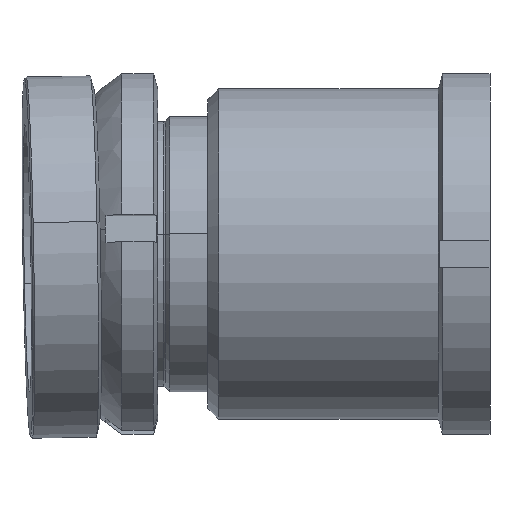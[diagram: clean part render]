
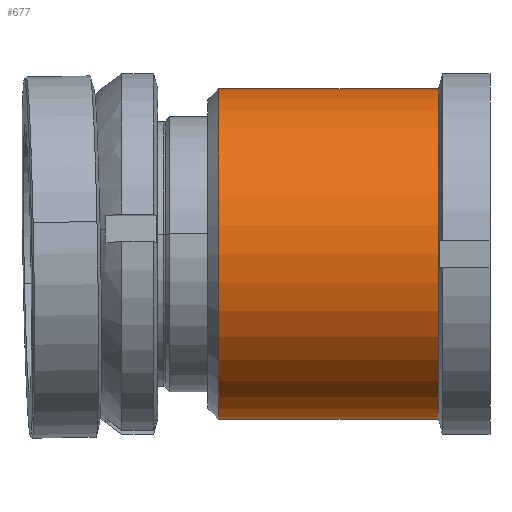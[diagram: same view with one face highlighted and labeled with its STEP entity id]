
A CAD part, left-side view. The second image highlights one B-rep face of the part: STEP entity #677.
In plain terms, the highlighted cylindrical face has radius 48 mm (diameter 96 mm), a partial arc.
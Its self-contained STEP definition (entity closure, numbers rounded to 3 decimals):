
#74 = AXIS2_PLACEMENT_3D ( 'NONE', #1377, #2366, #1132 ) ;
#342 = AXIS2_PLACEMENT_3D ( 'NONE', #3071, #1591, #1627 ) ;
#494 = DIRECTION ( 'NONE',  ( 0., 1., 0. ) ) ;
#627 = ORIENTED_EDGE ( 'NONE', *, *, #2603, .T. ) ;
#649 = VECTOR ( 'NONE', #2453, 1000. ) ;
#677 = ADVANCED_FACE ( 'NONE', ( #900 ), #2955, .T. ) ;
#692 = CARTESIAN_POINT ( 'NONE',  ( 0., 10.447, -48. ) ) ;
#722 = CARTESIAN_POINT ( 'NONE',  ( 0., 10.447, 48. ) ) ;
#767 = CARTESIAN_POINT ( 'NONE',  ( 0., -3.1, 48. ) ) ;
#876 = VERTEX_POINT ( 'NONE', #767 ) ;
#900 = FACE_OUTER_BOUND ( 'NONE', #1223, .T. ) ;
#1059 = VERTEX_POINT ( 'NONE', #1611 ) ;
#1132 = DIRECTION ( 'NONE',  ( 0., 0., 1. ) ) ;
#1215 = EDGE_CURVE ( 'NONE', #1059, #1662, #2179, .T. ) ;
#1223 = EDGE_LOOP ( 'NONE', ( #1468, #627, #2908, #1313 ) ) ;
#1313 = ORIENTED_EDGE ( 'NONE', *, *, #1879, .T. ) ;
#1344 = EDGE_CURVE ( 'NONE', #1625, #876, #2796, .T. ) ;
#1364 = CARTESIAN_POINT ( 'NONE',  ( 0., -67., 48. ) ) ;
#1377 = CARTESIAN_POINT ( 'NONE',  ( 0., 10.447, 0. ) ) ;
#1468 = ORIENTED_EDGE ( 'NONE', *, *, #1215, .F. ) ;
#1591 = DIRECTION ( 'NONE',  ( 0., 1., 0. ) ) ;
#1611 = CARTESIAN_POINT ( 'NONE',  ( 0., -67., -48. ) ) ;
#1625 = VERTEX_POINT ( 'NONE', #1364 ) ;
#1627 = DIRECTION ( 'NONE',  ( 0., 0., 1. ) ) ;
#1662 = VERTEX_POINT ( 'NONE', #2856 ) ;
#1724 = VECTOR ( 'NONE', #494, 1000. ) ;
#1764 = AXIS2_PLACEMENT_3D ( 'NONE', #2249, #3008, #2501 ) ;
#1879 = EDGE_CURVE ( 'NONE', #876, #1662, #2101, .T. ) ;
#2101 = CIRCLE ( 'NONE', #1764, 48. ) ;
#2179 = LINE ( 'NONE', #692, #649 ) ;
#2242 = CIRCLE ( 'NONE', #342, 48. ) ;
#2249 = CARTESIAN_POINT ( 'NONE',  ( 0., -3.1, 0. ) ) ;
#2366 = DIRECTION ( 'NONE',  ( 0., 1., 0. ) ) ;
#2453 = DIRECTION ( 'NONE',  ( 0., 1., 0. ) ) ;
#2501 = DIRECTION ( 'NONE',  ( 0., 0., -1. ) ) ;
#2603 = EDGE_CURVE ( 'NONE', #1059, #1625, #2242, .T. ) ;
#2796 = LINE ( 'NONE', #722, #1724 ) ;
#2856 = CARTESIAN_POINT ( 'NONE',  ( 0., -3.1, -48. ) ) ;
#2908 = ORIENTED_EDGE ( 'NONE', *, *, #1344, .T. ) ;
#2955 = CYLINDRICAL_SURFACE ( 'NONE', #74, 48. ) ;
#3008 = DIRECTION ( 'NONE',  ( 0., -1., 0. ) ) ;
#3071 = CARTESIAN_POINT ( 'NONE',  ( 0., -67., 0. ) ) ;
